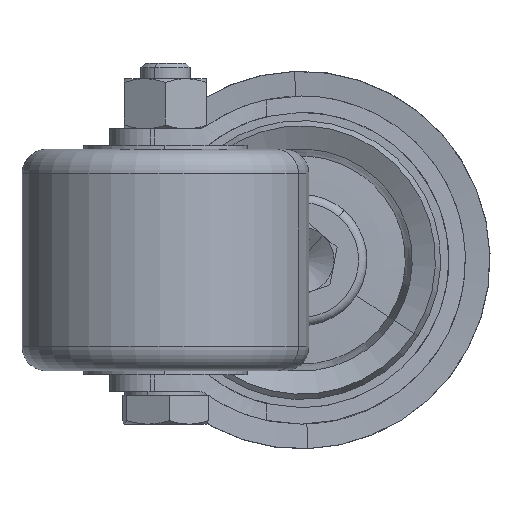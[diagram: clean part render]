
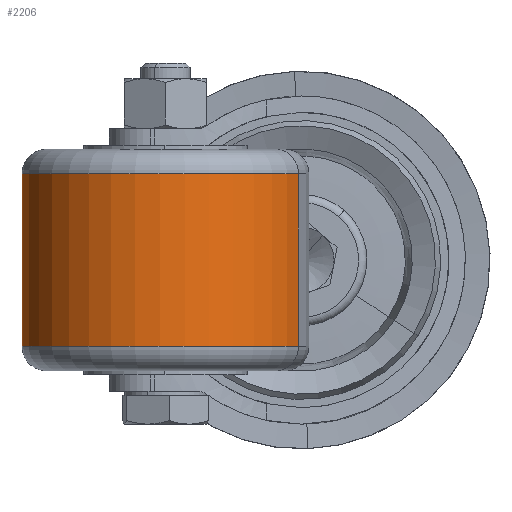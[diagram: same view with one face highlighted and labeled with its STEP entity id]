
A CAD part, front view. The second image highlights one B-rep face of the part: STEP entity #2206.
In plain terms, the highlighted cylindrical face has radius 17.5 mm (diameter 35 mm), a partial arc.
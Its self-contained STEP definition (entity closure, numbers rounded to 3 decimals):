
#134 = AXIS2_PLACEMENT_3D ( 'NONE', #892, #1380, #6612 ) ;
#459 = CARTESIAN_POINT ( 'NONE',  ( 0., 0., -10.5 ) ) ;
#734 = EDGE_CURVE ( 'NONE', #3746, #1303, #3093, .T. ) ;
#892 = CARTESIAN_POINT ( 'NONE',  ( 0., 0., 13.5 ) ) ;
#910 = CYLINDRICAL_SURFACE ( 'NONE', #134, 17.5 ) ;
#924 = DIRECTION ( 'NONE',  ( 0., 0., -1. ) ) ;
#1041 = ORIENTED_EDGE ( 'NONE', *, *, #6589, .F. ) ;
#1062 = ORIENTED_EDGE ( 'NONE', *, *, #734, .T. ) ;
#1189 = DIRECTION ( 'NONE',  ( 1., 0., 0. ) ) ;
#1303 = VERTEX_POINT ( 'NONE', #2760 ) ;
#1380 = DIRECTION ( 'NONE',  ( 0., 0., -1. ) ) ;
#1436 = CARTESIAN_POINT ( 'NONE',  ( 17.5, 0., 10.5 ) ) ;
#1514 = EDGE_LOOP ( 'NONE', ( #1041, #1062, #3078, #6546 ) ) ;
#2031 = DIRECTION ( 'NONE',  ( 0., 0., 1. ) ) ;
#2085 = EDGE_CURVE ( 'NONE', #6241, #4292, #6238, .T. ) ;
#2206 = ADVANCED_FACE ( 'NONE', ( #3624 ), #910, .T. ) ;
#2477 = VECTOR ( 'NONE', #924, 1000. ) ;
#2760 = CARTESIAN_POINT ( 'NONE',  ( -17.5, 0., 10.5 ) ) ;
#3009 = CARTESIAN_POINT ( 'NONE',  ( 17.5, 0., 13.5 ) ) ;
#3078 = ORIENTED_EDGE ( 'NONE', *, *, #3706, .T. ) ;
#3093 = CIRCLE ( 'NONE', #3419, 17.5 ) ;
#3419 = AXIS2_PLACEMENT_3D ( 'NONE', #4261, #5864, #1189 ) ;
#3485 = LINE ( 'NONE', #5638, #2477 ) ;
#3624 = FACE_OUTER_BOUND ( 'NONE', #1514, .T. ) ;
#3706 = EDGE_CURVE ( 'NONE', #1303, #6241, #3485, .T. ) ;
#3746 = VERTEX_POINT ( 'NONE', #1436 ) ;
#4261 = CARTESIAN_POINT ( 'NONE',  ( 0., 0., 10.5 ) ) ;
#4292 = VERTEX_POINT ( 'NONE', #5321 ) ;
#4584 = DIRECTION ( 'NONE',  ( 1., 0., 0. ) ) ;
#4824 = CARTESIAN_POINT ( 'NONE',  ( -17.5, 0., -10.5 ) ) ;
#5056 = DIRECTION ( 'NONE',  ( 0., 0., -1. ) ) ;
#5121 = VECTOR ( 'NONE', #5056, 1000. ) ;
#5321 = CARTESIAN_POINT ( 'NONE',  ( 17.5, 0., -10.5 ) ) ;
#5627 = AXIS2_PLACEMENT_3D ( 'NONE', #459, #2031, #4584 ) ;
#5638 = CARTESIAN_POINT ( 'NONE',  ( -17.5, 0., 13.5 ) ) ;
#5864 = DIRECTION ( 'NONE',  ( 0., 0., -1. ) ) ;
#6238 = CIRCLE ( 'NONE', #5627, 17.5 ) ;
#6241 = VERTEX_POINT ( 'NONE', #4824 ) ;
#6271 = LINE ( 'NONE', #3009, #5121 ) ;
#6546 = ORIENTED_EDGE ( 'NONE', *, *, #2085, .T. ) ;
#6589 = EDGE_CURVE ( 'NONE', #3746, #4292, #6271, .T. ) ;
#6612 = DIRECTION ( 'NONE',  ( -1., 0., 0. ) ) ;
